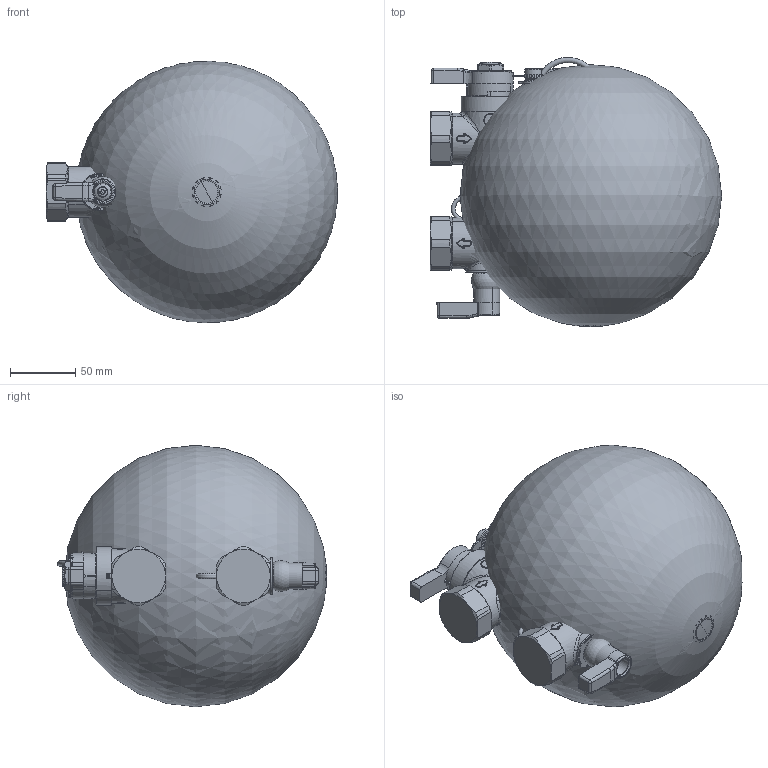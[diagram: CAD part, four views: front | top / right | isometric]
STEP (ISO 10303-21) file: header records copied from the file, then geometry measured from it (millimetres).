
FILE_DESCRIPTION((''),'2;1');
FILE_NAME('149600_1H8_SW0001','2017-06-14T',('sparenzan'),(''),'CREO PARAMETRIC BY PTC INC, 2016050','CREO PARAMETRIC BY PTC INC, 2016050','');
FILE_SCHEMA(('CONFIG_CONTROL_DESIGN'));
Products named in the file (1): 149600_1H8_SW0001
Bounding box: 222.49 x 205.55 x 199.94 mm (x, y, z)
Surface area: 397808.6 mm2 (no closed solid volume)
Topology: 0 solids, 0 shells, 3255 faces, 14264 edges, 14039 vertices
Faces by surface type: bspline 3033, torus 127, sphere 95
Entity records: 295608 total; most frequent: CARTESIAN_POINT 174186, DIRECTION 16966, TRIMMED_CURVE 15123, DEFINITIONAL_REPRESENTATION 13933, PCURVE 13933, COMPOSITE_CURVE_SEGMENT 13933, VECTOR 13724, LINE 13724
